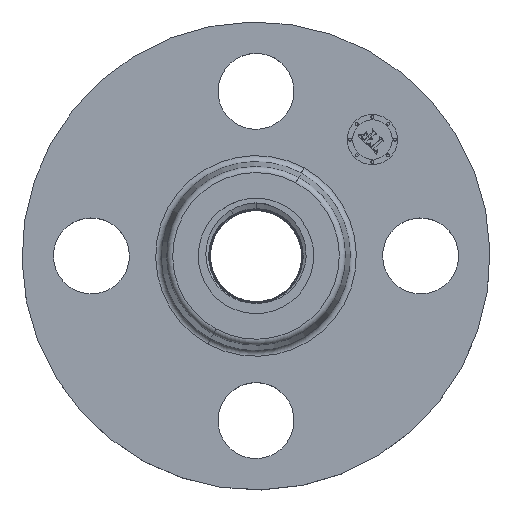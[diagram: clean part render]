
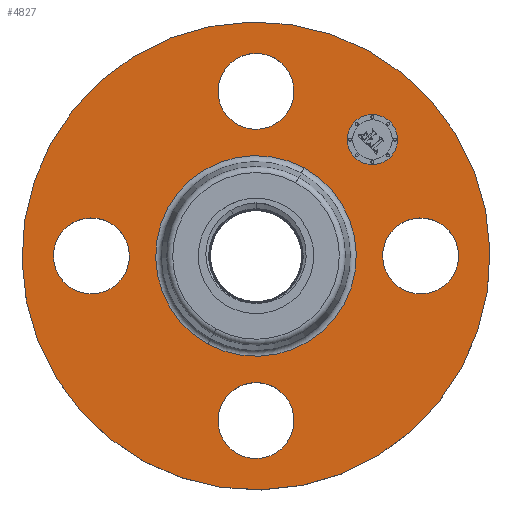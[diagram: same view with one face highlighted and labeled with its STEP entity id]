
A CAD part, top view. The second image highlights one B-rep face of the part: STEP entity #4827.
In plain terms, the highlighted planar face has unit normal (0, 0, 1).
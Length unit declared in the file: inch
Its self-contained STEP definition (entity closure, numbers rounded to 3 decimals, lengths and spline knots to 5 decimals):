
#428=AXIS2_PLACEMENT_3D('Circle Axis2P3D',#426,#427,$) ;
#440=AXIS2_PLACEMENT_3D('Circle Axis2P3D',#438,#439,$) ;
#464=AXIS2_PLACEMENT_3D('Circle Axis2P3D',#462,#463,$) ;
#483=AXIS2_PLACEMENT_3D('Circle Axis2P3D',#481,#482,$) ;
#500=AXIS2_PLACEMENT_3D('Circle Axis2P3D',#498,#499,$) ;
#535=AXIS2_PLACEMENT_3D('Circle Axis2P3D',#533,#534,$) ;
#657=AXIS2_PLACEMENT_3D('Circle Axis2P3D',#655,#656,$) ;
#669=AXIS2_PLACEMENT_3D('Circle Axis2P3D',#667,#668,$) ;
#700=AXIS2_PLACEMENT_3D('Circle Axis2P3D',#698,#699,$) ;
#712=AXIS2_PLACEMENT_3D('Circle Axis2P3D',#710,#711,$) ;
#743=AXIS2_PLACEMENT_3D('Circle Axis2P3D',#741,#742,$) ;
#755=AXIS2_PLACEMENT_3D('Circle Axis2P3D',#753,#754,$) ;
#4783=AXIS2_PLACEMENT_3D('Plane Axis2P3D',#4780,#4781,#4782) ;
#4811=AXIS2_PLACEMENT_3D('Circle Axis2P3D',#4809,#4810,$) ;
#4820=AXIS2_PLACEMENT_3D('Circle Axis2P3D',#4818,#4819,$) ;
#416=CARTESIAN_POINT('Vertex',(1.29591,0.17978,0.56)) ;
#423=CARTESIAN_POINT('Vertex',(1.95409,-0.17978,0.56)) ;
#426=CARTESIAN_POINT('Axis2P3D Location',(1.625,0.,0.56)) ;
#438=CARTESIAN_POINT('Axis2P3D Location',(1.625,0.,0.56)) ;
#459=CARTESIAN_POINT('Vertex',(1.10747,2.02722,0.56)) ;
#462=CARTESIAN_POINT('Axis2P3D Location',(0.,0.,0.56)) ;
#466=CARTESIAN_POINT('Vertex',(-1.10747,-2.02722,0.56)) ;
#481=CARTESIAN_POINT('Axis2P3D Location',(0.,0.,0.56)) ;
#498=CARTESIAN_POINT('Axis2P3D Location',(0.,0.,0.56)) ;
#502=CARTESIAN_POINT('Vertex',(0.4748,0.86911,0.56)) ;
#504=CARTESIAN_POINT('Vertex',(-0.4748,-0.86911,0.56)) ;
#533=CARTESIAN_POINT('Axis2P3D Location',(0.,0.,0.56)) ;
#645=CARTESIAN_POINT('Vertex',(-0.17978,1.29591,0.56)) ;
#652=CARTESIAN_POINT('Vertex',(0.17978,1.95409,0.56)) ;
#655=CARTESIAN_POINT('Axis2P3D Location',(0.,1.625,0.56)) ;
#667=CARTESIAN_POINT('Axis2P3D Location',(0.,1.625,0.56)) ;
#688=CARTESIAN_POINT('Vertex',(-1.29591,-0.17978,0.56)) ;
#695=CARTESIAN_POINT('Vertex',(-1.95409,0.17978,0.56)) ;
#698=CARTESIAN_POINT('Axis2P3D Location',(-1.625,0.,0.56)) ;
#710=CARTESIAN_POINT('Axis2P3D Location',(-1.625,0.,0.56)) ;
#731=CARTESIAN_POINT('Vertex',(0.17978,-1.29591,0.56)) ;
#738=CARTESIAN_POINT('Vertex',(-0.17978,-1.95409,0.56)) ;
#741=CARTESIAN_POINT('Axis2P3D Location',(0.,-1.625,0.56)) ;
#753=CARTESIAN_POINT('Axis2P3D Location',(0.,-1.625,0.56)) ;
#4780=CARTESIAN_POINT('Axis2P3D Location',(0.,2.31,0.56)) ;
#4809=CARTESIAN_POINT('Axis2P3D Location',(1.14905,1.14905,0.56)) ;
#4813=CARTESIAN_POINT('Vertex',(0.97404,1.32406,0.56)) ;
#4815=CARTESIAN_POINT('Vertex',(1.32406,0.97404,0.56)) ;
#4818=CARTESIAN_POINT('Axis2P3D Location',(1.14905,1.14905,0.56)) ;
#427=DIRECTION('Axis2P3D Direction',(0.,-0.,-0.039)) ;
#439=DIRECTION('Axis2P3D Direction',(0.,-0.,-0.039)) ;
#463=DIRECTION('Axis2P3D Direction',(0.,0.,-0.039)) ;
#482=DIRECTION('Axis2P3D Direction',(0.,0.,-0.039)) ;
#499=DIRECTION('Axis2P3D Direction',(0.,0.,-0.039)) ;
#534=DIRECTION('Axis2P3D Direction',(0.,0.,-0.039)) ;
#656=DIRECTION('Axis2P3D Direction',(0.,0.,-0.039)) ;
#668=DIRECTION('Axis2P3D Direction',(0.,0.,-0.039)) ;
#699=DIRECTION('Axis2P3D Direction',(-0.,0.,-0.039)) ;
#711=DIRECTION('Axis2P3D Direction',(-0.,0.,-0.039)) ;
#742=DIRECTION('Axis2P3D Direction',(0.,-0.,-0.039)) ;
#754=DIRECTION('Axis2P3D Direction',(0.,-0.,-0.039)) ;
#4781=DIRECTION('Axis2P3D Direction',(0.,0.,-0.039)) ;
#4782=DIRECTION('Axis2P3D XDirection',(0.039,0.,0.)) ;
#4810=DIRECTION('Axis2P3D Direction',(0.,0.,-0.039)) ;
#4819=DIRECTION('Axis2P3D Direction',(0.,0.,-0.039)) ;
#4786=ORIENTED_EDGE('',*,*,#468,.F.) ;
#4787=ORIENTED_EDGE('',*,*,#485,.F.) ;
#4790=ORIENTED_EDGE('',*,*,#430,.T.) ;
#4791=ORIENTED_EDGE('',*,*,#442,.T.) ;
#4794=ORIENTED_EDGE('',*,*,#537,.T.) ;
#4795=ORIENTED_EDGE('',*,*,#506,.T.) ;
#4798=ORIENTED_EDGE('',*,*,#757,.T.) ;
#4799=ORIENTED_EDGE('',*,*,#745,.T.) ;
#4802=ORIENTED_EDGE('',*,*,#714,.T.) ;
#4803=ORIENTED_EDGE('',*,*,#702,.T.) ;
#4806=ORIENTED_EDGE('',*,*,#671,.T.) ;
#4807=ORIENTED_EDGE('',*,*,#659,.T.) ;
#4824=ORIENTED_EDGE('',*,*,#4817,.T.) ;
#4825=ORIENTED_EDGE('',*,*,#4822,.T.) ;
#4792=FACE_BOUND('',#4789,.T.) ;
#4796=FACE_BOUND('',#4793,.T.) ;
#4800=FACE_BOUND('',#4797,.T.) ;
#4804=FACE_BOUND('',#4801,.T.) ;
#4808=FACE_BOUND('',#4805,.T.) ;
#4826=FACE_BOUND('',#4823,.T.) ;
#4827=ADVANCED_FACE('PartBody',(#4788,#4792,#4796,#4800,#4804,#4808,#4826),#4784,.F.) ;
#429=CIRCLE('generated circle',#428,0.375) ;
#441=CIRCLE('generated circle',#440,0.375) ;
#465=CIRCLE('generated circle',#464,2.31) ;
#484=CIRCLE('generated circle',#483,2.31) ;
#501=CIRCLE('generated circle',#500,0.99035) ;
#536=CIRCLE('generated circle',#535,0.99035) ;
#658=CIRCLE('generated circle',#657,0.375) ;
#670=CIRCLE('generated circle',#669,0.375) ;
#701=CIRCLE('generated circle',#700,0.375) ;
#713=CIRCLE('generated circle',#712,0.375) ;
#744=CIRCLE('generated circle',#743,0.375) ;
#756=CIRCLE('generated circle',#755,0.375) ;
#4812=CIRCLE('generated circle',#4811,0.2475) ;
#4821=CIRCLE('generated circle',#4820,0.2475) ;
#430=EDGE_CURVE('',#417,#424,#429,.T.) ;
#442=EDGE_CURVE('',#424,#417,#441,.T.) ;
#468=EDGE_CURVE('',#460,#467,#465,.T.) ;
#485=EDGE_CURVE('',#467,#460,#484,.T.) ;
#506=EDGE_CURVE('',#503,#505,#501,.T.) ;
#537=EDGE_CURVE('',#505,#503,#536,.T.) ;
#659=EDGE_CURVE('',#646,#653,#658,.T.) ;
#671=EDGE_CURVE('',#653,#646,#670,.T.) ;
#702=EDGE_CURVE('',#689,#696,#701,.T.) ;
#714=EDGE_CURVE('',#696,#689,#713,.T.) ;
#745=EDGE_CURVE('',#732,#739,#744,.T.) ;
#757=EDGE_CURVE('',#739,#732,#756,.T.) ;
#4817=EDGE_CURVE('',#4814,#4816,#4812,.T.) ;
#4822=EDGE_CURVE('',#4816,#4814,#4821,.T.) ;
#4785=EDGE_LOOP('',(#4786,#4787)) ;
#4789=EDGE_LOOP('',(#4790,#4791)) ;
#4793=EDGE_LOOP('',(#4794,#4795)) ;
#4797=EDGE_LOOP('',(#4798,#4799)) ;
#4801=EDGE_LOOP('',(#4802,#4803)) ;
#4805=EDGE_LOOP('',(#4806,#4807)) ;
#4823=EDGE_LOOP('',(#4824,#4825)) ;
#4788=FACE_OUTER_BOUND('',#4785,.T.) ;
#4784=PLANE('',#4783) ;
#417=VERTEX_POINT('',#416) ;
#424=VERTEX_POINT('',#423) ;
#460=VERTEX_POINT('',#459) ;
#467=VERTEX_POINT('',#466) ;
#503=VERTEX_POINT('',#502) ;
#505=VERTEX_POINT('',#504) ;
#646=VERTEX_POINT('',#645) ;
#653=VERTEX_POINT('',#652) ;
#689=VERTEX_POINT('',#688) ;
#696=VERTEX_POINT('',#695) ;
#732=VERTEX_POINT('',#731) ;
#739=VERTEX_POINT('',#738) ;
#4814=VERTEX_POINT('',#4813) ;
#4816=VERTEX_POINT('',#4815) ;
